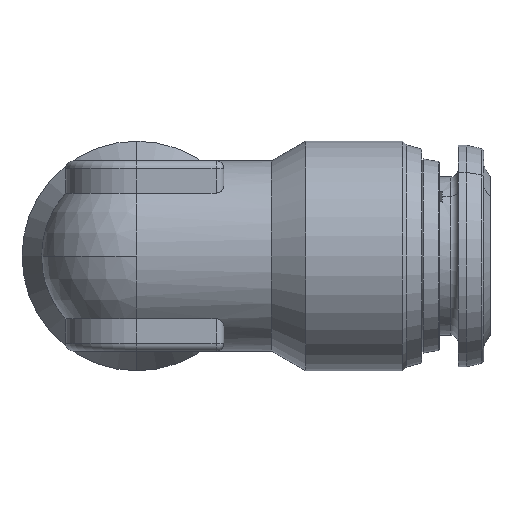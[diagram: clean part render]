
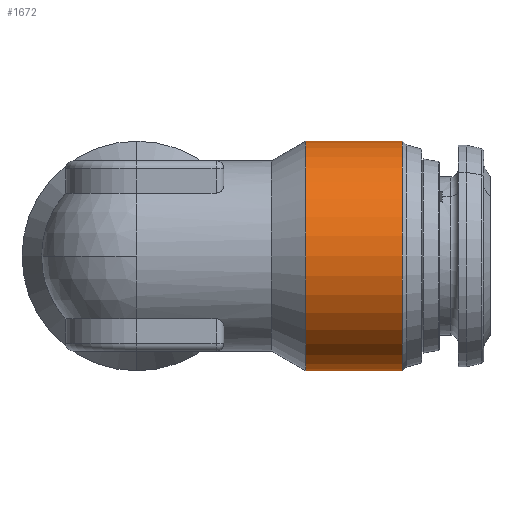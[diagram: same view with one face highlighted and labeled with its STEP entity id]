
A CAD part, left-side view. The second image highlights one B-rep face of the part: STEP entity #1672.
In plain terms, the highlighted cylindrical face has radius 7.25 mm (diameter 14.5 mm), a partial arc.
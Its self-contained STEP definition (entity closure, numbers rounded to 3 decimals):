
#79 = FACE_OUTER_BOUND ( 'NONE', #494, .T. ) ;
#87 = CYLINDRICAL_SURFACE ( 'NONE', #1381, 7.25 ) ;
#494 = EDGE_LOOP ( 'NONE', ( #547, #548, #549, #550 ) ) ;
#547 = ORIENTED_EDGE ( 'NONE', *, *, #3773, .F. ) ;
#548 = ORIENTED_EDGE ( 'NONE', *, *, #2829, .T. ) ;
#549 = ORIENTED_EDGE ( 'NONE', *, *, #3774, .T. ) ;
#550 = ORIENTED_EDGE ( 'NONE', *, *, #2830, .T. ) ;
#761 = VERTEX_POINT ( 'NONE', #4349 ) ;
#766 = VERTEX_POINT ( 'NONE', #4354 ) ;
#796 = VERTEX_POINT ( 'NONE', #4384 ) ;
#797 = VERTEX_POINT ( 'NONE', #4385 ) ;
#1381 = AXIS2_PLACEMENT_3D ( 'NONE', #5156, #5138, #5170 ) ;
#1672 = ADVANCED_FACE ( 'NONE', ( #79 ), #87, .T. ) ;
#2036 = CIRCLE ( 'NONE', #5777, 7.25 ) ;
#2037 = CIRCLE ( 'NONE', #5778, 7.25 ) ;
#2264 = LINE ( 'NONE', #3502, #2267 ) ;
#2266 = LINE ( 'NONE', #3504, #2269 ) ;
#2267 = VECTOR ( 'NONE', #3503, 1000. ) ;
#2269 = VECTOR ( 'NONE', #3505, 1000. ) ;
#2829 = EDGE_CURVE ( 'NONE', #766, #761, #2036, .T. ) ;
#2830 = EDGE_CURVE ( 'NONE', #797, #796, #2037, .T. ) ;
#3502 = CARTESIAN_POINT ( 'NONE',  ( 0., 0., 7.25 ) ) ;
#3503 = DIRECTION ( 'NONE',  ( 0., -1., 0. ) ) ;
#3504 = CARTESIAN_POINT ( 'NONE',  ( 0., 0., -7.25 ) ) ;
#3505 = DIRECTION ( 'NONE',  ( 0., -1., 0. ) ) ;
#3773 = EDGE_CURVE ( 'NONE', #766, #796, #2264, .T. ) ;
#3774 = EDGE_CURVE ( 'NONE', #761, #797, #2266, .T. ) ;
#4349 = CARTESIAN_POINT ( 'NONE',  ( 0., 8.835, -7.25 ) ) ;
#4354 = CARTESIAN_POINT ( 'NONE',  ( 0., 8.835, 7.25 ) ) ;
#4384 = CARTESIAN_POINT ( 'NONE',  ( 0., 2.732, 7.25 ) ) ;
#4385 = CARTESIAN_POINT ( 'NONE',  ( 0., 2.732, -7.25 ) ) ;
#5138 = DIRECTION ( 'NONE',  ( 0., -1., 0. ) ) ;
#5156 = CARTESIAN_POINT ( 'NONE',  ( 0., 0., 0. ) ) ;
#5170 = DIRECTION ( 'NONE',  ( 0., 0., -1. ) ) ;
#5315 = CARTESIAN_POINT ( 'NONE',  ( 0., 8.835, 0. ) ) ;
#5317 = DIRECTION ( 'NONE',  ( 0., -1., 0. ) ) ;
#5319 = DIRECTION ( 'NONE',  ( 0., 0., -1. ) ) ;
#5323 = CARTESIAN_POINT ( 'NONE',  ( 0., 2.732, 0. ) ) ;
#5325 = DIRECTION ( 'NONE',  ( 0., 1., 0. ) ) ;
#5327 = DIRECTION ( 'NONE',  ( 0., 0., 1. ) ) ;
#5777 = AXIS2_PLACEMENT_3D ( 'NONE', #5315, #5317, #5319 ) ;
#5778 = AXIS2_PLACEMENT_3D ( 'NONE', #5323, #5325, #5327 ) ;
